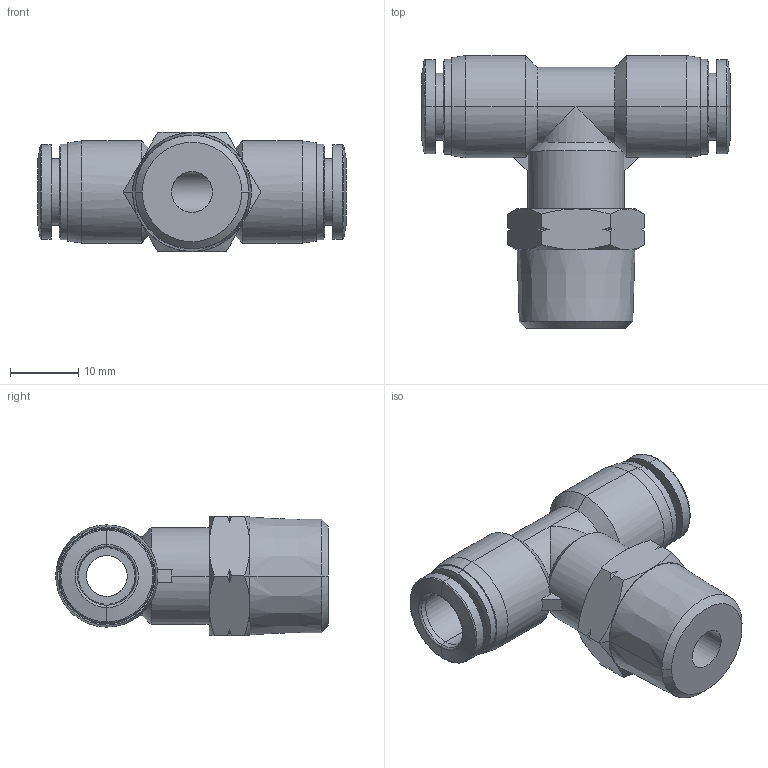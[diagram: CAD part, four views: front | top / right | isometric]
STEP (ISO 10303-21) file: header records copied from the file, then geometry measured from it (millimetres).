
FILE_DESCRIPTION (( 'STEP AP203' ), '1' );
FILE_NAME ('MBT516-38N.step', '2016-02-15T20:00:44', ( '' ), ( '' ), 'SwSTEP 2.0', 'SolidWorks 2015', '' );
FILE_SCHEMA (( 'CONFIG_CONTROL_DESIGN' ));
Length unit declared in the file: inch
Products named in the file (1): MBT516-38N
Bounding box: 45.3 x 40 x 17.46 mm (x, y, z)
Volume: 9196.6 mm3; surface area: 5744.9 mm2
Topology: 1 solids, 1 shells, 122 faces, 281 edges, 168 vertices
Faces by surface type: cone 57, cylinder 34, plane 23, bspline 8
Entity records: 5883 total; most frequent: CARTESIAN_POINT 3295, ORIENTED_EDGE 562, DIRECTION 446, EDGE_CURVE 281, AXIS2_PLACEMENT_3D 181, VERTEX_POINT 168, EDGE_LOOP 133, B_SPLINE_CURVE_WITH_KNOTS 131
